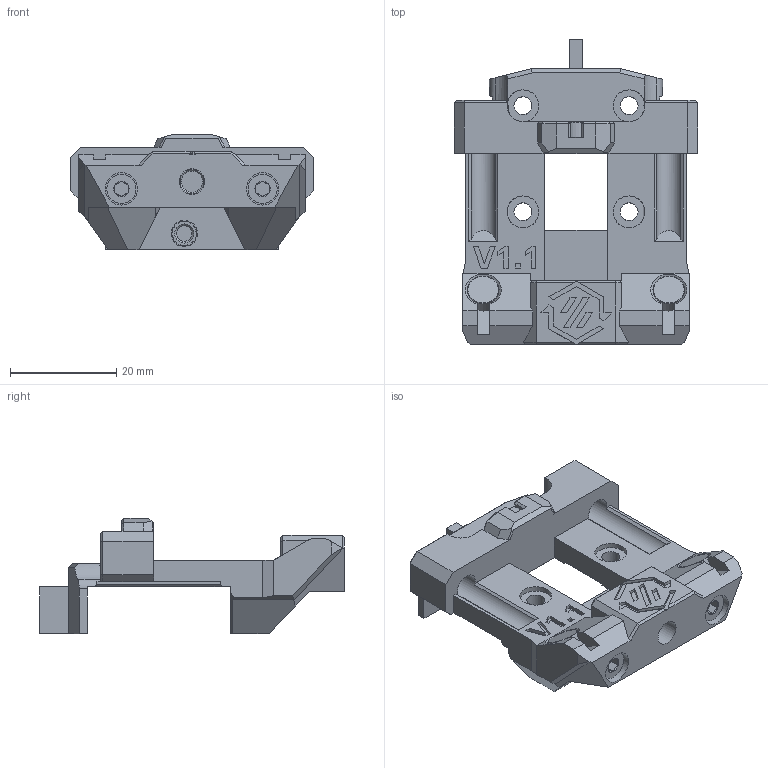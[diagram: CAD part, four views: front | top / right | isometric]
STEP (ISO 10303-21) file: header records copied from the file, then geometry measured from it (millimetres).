
FILE_DESCRIPTION(/* description */ (''),/* implementation_level */ '2;1');
FILE_NAME(/* name */ 'Shuttle_MGN12.step',/* time_stamp */ '2025-11-15T17:26:16+11:00',/* author */ (''),/* organization */ (''),/* preprocessor_version */ 'ST-DEVELOPER v20.1',/* originating_system */ 'Autodesk Translation Framework v14.21.0.0',/* authorisation */ '');
FILE_SCHEMA (('AUTOMOTIVE_DESIGN { 1 0 10303 214 3 1 1 }'));
Length unit declared in the file: millimetre
Products named in the file (6): Shuttle; Shuttle MGN12; Bushings x3; 6x3mm Magnets x3; (Unsaved); M3x40 SHCS
Assembly tree (5 placements, depth 2):
  Shuttle
    Shuttle MGN12
    Bushings x3
    6x3mm Magnets x3
    (Unsaved)
    M3x40 SHCS
Bounding box: 45.9 x 57.5 x 21.7 mm (x, y, z)
Volume: 15364.3 mm3; surface area: 11797.2 mm2
Topology: 10 solids, 10 shells, 784 faces, 2162 edges, 1412 vertices
Faces by surface type: plane 488, cylinder 170, bspline 80, cone 46
Full cylindrical faces by diameter (mm): 2.8 x2, 2.9 x1, 3 x2, 3.2 x1, 3.4 x4, 4 x3, 4.1 x1, 4.25 x2, 4.7 x1, 4.8 x3, 5.5 x2, 6 x8, 6.1 x2
Entity records: 30670 total; most frequent: CARTESIAN_POINT 10645, ORIENTED_EDGE 4324, DIRECTION 3918, EDGE_CURVE 2162, VERTEX_POINT 1412, LINE 1350, VECTOR 1350, AXIS2_PLACEMENT_3D 1284
